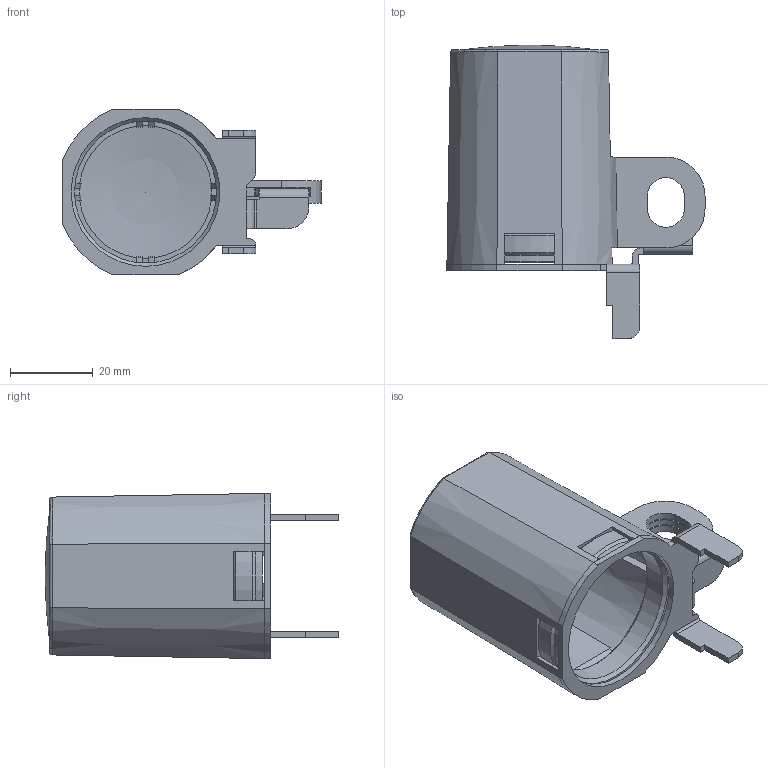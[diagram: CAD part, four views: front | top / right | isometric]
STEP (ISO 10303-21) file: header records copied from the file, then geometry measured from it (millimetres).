
FILE_DESCRIPTION(/* description */ ('STEP AP214'),/* implementation_level */ '2;1');
FILE_NAME(/* name */ '193781_LRVS-D-MINI',/* time_stamp */ '2024-08-23T04:32:23+02:00',/* author */ ('License CC BY-ND 4.0'),/* organization */ ('CADENAS'),/* preprocessor_version */ 'ST-DEVELOPER v19.3',/* originating_system */ 'PARTsolutions',/* authorisation */ ' ');
FILE_SCHEMA (('AUTOMOTIVE_DESIGN {1 0 10303 214 3 1 1}'));
Length unit declared in the file: millimetre
Products named in the file (4): 193781 LRVS-D-MINI; 398004 LRVS-D-MINI_k; 398011 LRVS-D-MINI M36x1.5; 398006 LRVS-D-MINI_b
Assembly tree (3 placements, depth 2):
  193781 LRVS-D-MINI
    398004 LRVS-D-MINI_k
    398011 LRVS-D-MINI M36x1.5
    398006 LRVS-D-MINI_b
Bounding box: 62.5 x 71.1 x 40 mm (x, y, z)
Volume: 19116.6 mm3; surface area: 21532.1 mm2
Topology: 3 solids, 3 shells, 205 faces, 566 edges, 370 vertices
Faces by surface type: plane 114, cylinder 48, cone 37, torus 4, sphere 2
Full cylindrical faces by diameter (mm): 34.376 x1, 36 x1, 38.5 x1, 39.8 x1
Entity records: 6651 total; most frequent: CARTESIAN_POINT 1332, ORIENTED_EDGE 1104, DIRECTION 1081, EDGE_CURVE 552, AXIS2_PLACEMENT_3D 388, VERTEX_POINT 367, LINE 305, VECTOR 305
